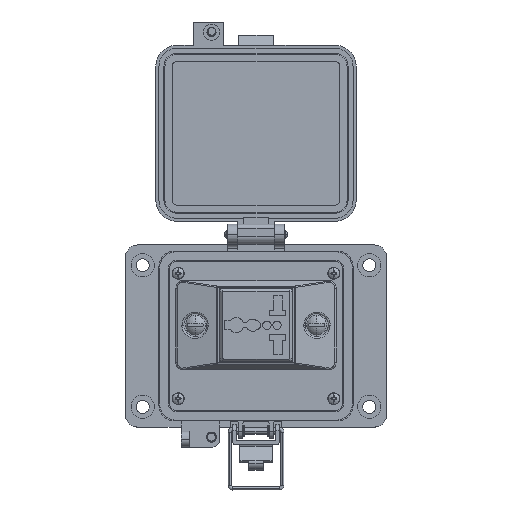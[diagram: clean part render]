
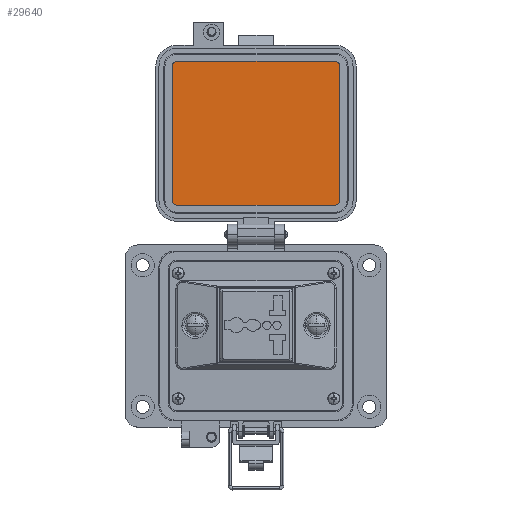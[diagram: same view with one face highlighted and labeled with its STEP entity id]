
A CAD part, top view. The second image highlights one B-rep face of the part: STEP entity #29640.
In plain terms, the highlighted planar face has unit normal (0, 0, 1).
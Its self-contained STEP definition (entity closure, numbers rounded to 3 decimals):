
#265 = EDGE_LOOP ( 'NONE', ( #38727, #1091, #27982, #6229, #37691, #30945, #28227, #25487 ) ) ;
#1066 = PLANE ( 'NONE',  #43733 ) ;
#1091 = ORIENTED_EDGE ( 'NONE', *, *, #22314, .F. ) ;
#1326 = DIRECTION ( 'NONE',  ( 0., 0., -1. ) ) ;
#2638 = EDGE_CURVE ( 'NONE', #22866, #43724, #14931, .T. ) ;
#2847 = AXIS2_PLACEMENT_3D ( 'NONE', #33675, #1326, #15738 ) ;
#3042 = DIRECTION ( 'NONE',  ( 1., 0., 0. ) ) ;
#3771 = DIRECTION ( 'NONE',  ( 0., -1., 0. ) ) ;
#5716 = LINE ( 'NONE', #20127, #18092 ) ;
#5812 = CARTESIAN_POINT ( 'NONE',  ( -42.469, 60.004, 19.202 ) ) ;
#6229 = ORIENTED_EDGE ( 'NONE', *, *, #43980, .F. ) ;
#7232 = VERTEX_POINT ( 'NONE', #36907 ) ;
#8798 = CARTESIAN_POINT ( 'NONE',  ( 38.212, 126.389, 19.202 ) ) ;
#10147 = LINE ( 'NONE', #35390, #27433 ) ;
#10780 = CARTESIAN_POINT ( 'NONE',  ( 35.912, 128.688, 19.202 ) ) ;
#10833 = VECTOR ( 'NONE', #27079, 1000. ) ;
#11438 = EDGE_CURVE ( 'NONE', #12031, #14854, #14572, .T. ) ;
#12031 = VERTEX_POINT ( 'NONE', #45445 ) ;
#12303 = AXIS2_PLACEMENT_3D ( 'NONE', #21754, #36112, #3771 ) ;
#12520 = EDGE_CURVE ( 'NONE', #18387, #36267, #19196, .T. ) ;
#12674 = CARTESIAN_POINT ( 'NONE',  ( 38.212, 93.196, 19.202 ) ) ;
#13069 = CARTESIAN_POINT ( 'NONE',  ( -42.469, 126.389, 19.202 ) ) ;
#14572 = CIRCLE ( 'NONE', #12303, 2.299 ) ;
#14854 = VERTEX_POINT ( 'NONE', #37101 ) ;
#14931 = CIRCLE ( 'NONE', #2847, 2.299 ) ;
#15065 = LINE ( 'NONE', #29467, #25036 ) ;
#15229 = VERTEX_POINT ( 'NONE', #26655 ) ;
#15473 = CARTESIAN_POINT ( 'NONE',  ( 39.871, 130.108, 19.202 ) ) ;
#15738 = DIRECTION ( 'NONE',  ( 1., 0., 0. ) ) ;
#15895 = CIRCLE ( 'NONE', #42240, 2.299 ) ;
#18092 = VECTOR ( 'NONE', #34500, 1000. ) ;
#18387 = VERTEX_POINT ( 'NONE', #23529 ) ;
#19196 = CIRCLE ( 'NONE', #35762, 2.299 ) ;
#20127 = CARTESIAN_POINT ( 'NONE',  ( -3.279, 57.705, 19.202 ) ) ;
#20222 = DIRECTION ( 'NONE',  ( 0., 0., -1. ) ) ;
#21754 = CARTESIAN_POINT ( 'NONE',  ( 35.912, 60.004, 19.202 ) ) ;
#22314 = EDGE_CURVE ( 'NONE', #43724, #12031, #44990, .T. ) ;
#22866 = VERTEX_POINT ( 'NONE', #10780 ) ;
#23529 = CARTESIAN_POINT ( 'NONE',  ( -44.769, 126.389, 19.202 ) ) ;
#23838 = CARTESIAN_POINT ( 'NONE',  ( -42.469, 128.688, 19.202 ) ) ;
#25036 = VECTOR ( 'NONE', #43823, 1000. ) ;
#25487 = ORIENTED_EDGE ( 'NONE', *, *, #32551, .F. ) ;
#26655 = CARTESIAN_POINT ( 'NONE',  ( -44.769, 60.004, 19.202 ) ) ;
#27079 = DIRECTION ( 'NONE',  ( 0., -1., 0. ) ) ;
#27433 = VECTOR ( 'NONE', #3042, 1000. ) ;
#27471 = DIRECTION ( 'NONE',  ( 0., 0., -1. ) ) ;
#27982 = ORIENTED_EDGE ( 'NONE', *, *, #2638, .F. ) ;
#28227 = ORIENTED_EDGE ( 'NONE', *, *, #28244, .F. ) ;
#28244 = EDGE_CURVE ( 'NONE', #7232, #15229, #15895, .T. ) ;
#29467 = CARTESIAN_POINT ( 'NONE',  ( -44.769, 93.196, 19.202 ) ) ;
#29640 = ADVANCED_FACE ( 'NONE', ( #33398 ), #1066, .T. ) ;
#29880 = DIRECTION ( 'NONE',  ( 0., 0., 1. ) ) ;
#30945 = ORIENTED_EDGE ( 'NONE', *, *, #41264, .F. ) ;
#32551 = EDGE_CURVE ( 'NONE', #14854, #7232, #5716, .T. ) ;
#33398 = FACE_OUTER_BOUND ( 'NONE', #265, .T. ) ;
#33675 = CARTESIAN_POINT ( 'NONE',  ( 35.912, 126.389, 19.202 ) ) ;
#34500 = DIRECTION ( 'NONE',  ( -1., 0., 0. ) ) ;
#34598 = DIRECTION ( 'NONE',  ( 1., 0., 0. ) ) ;
#35390 = CARTESIAN_POINT ( 'NONE',  ( -3.279, 128.688, 19.202 ) ) ;
#35762 = AXIS2_PLACEMENT_3D ( 'NONE', #13069, #27471, #41835 ) ;
#36112 = DIRECTION ( 'NONE',  ( 0., 0., -1. ) ) ;
#36267 = VERTEX_POINT ( 'NONE', #23838 ) ;
#36907 = CARTESIAN_POINT ( 'NONE',  ( -42.469, 57.705, 19.202 ) ) ;
#37101 = CARTESIAN_POINT ( 'NONE',  ( 35.912, 57.705, 19.202 ) ) ;
#37691 = ORIENTED_EDGE ( 'NONE', *, *, #12520, .F. ) ;
#38727 = ORIENTED_EDGE ( 'NONE', *, *, #11438, .F. ) ;
#41264 = EDGE_CURVE ( 'NONE', #15229, #18387, #15065, .T. ) ;
#41835 = DIRECTION ( 'NONE',  ( 0., -1., 0. ) ) ;
#42240 = AXIS2_PLACEMENT_3D ( 'NONE', #5812, #20222, #34598 ) ;
#43724 = VERTEX_POINT ( 'NONE', #8798 ) ;
#43733 = AXIS2_PLACEMENT_3D ( 'NONE', #15473, #29880, #44239 ) ;
#43823 = DIRECTION ( 'NONE',  ( 0., 1., 0. ) ) ;
#43980 = EDGE_CURVE ( 'NONE', #36267, #22866, #10147, .T. ) ;
#44239 = DIRECTION ( 'NONE',  ( -1., 0., 0. ) ) ;
#44990 = LINE ( 'NONE', #12674, #10833 ) ;
#45445 = CARTESIAN_POINT ( 'NONE',  ( 38.212, 60.004, 19.202 ) ) ;
